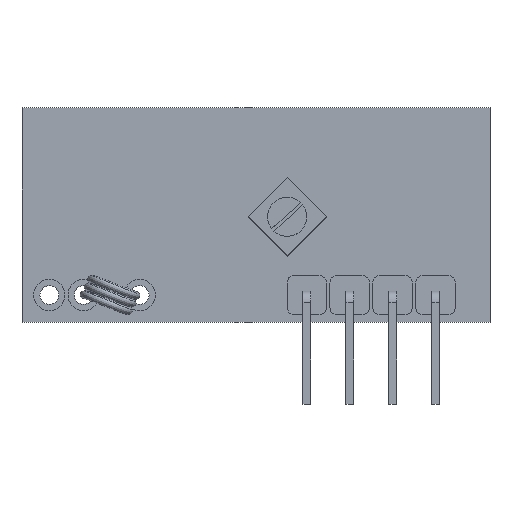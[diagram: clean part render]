
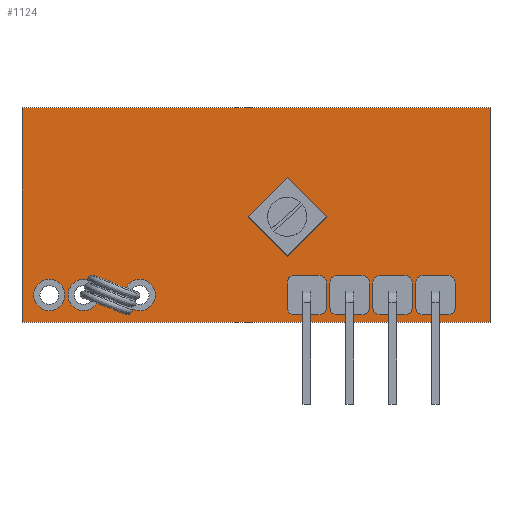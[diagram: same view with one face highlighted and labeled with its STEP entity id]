
A CAD part, top view. The second image highlights one B-rep face of the part: STEP entity #1124.
In plain terms, the highlighted planar face has unit normal (0, 0, 1).
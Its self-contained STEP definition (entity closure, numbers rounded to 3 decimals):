
#70=FACE_BOUND('',#222,.T.);
#71=FACE_BOUND('',#223,.T.);
#72=FACE_BOUND('',#224,.T.);
#73=FACE_BOUND('',#225,.T.);
#74=FACE_BOUND('',#226,.T.);
#75=FACE_BOUND('',#227,.T.);
#76=FACE_BOUND('',#228,.T.);
#98=PLANE('',#1268);
#150=FACE_OUTER_BOUND('',#221,.T.);
#221=EDGE_LOOP('',(#828,#829,#830,#831));
#222=EDGE_LOOP('',(#832));
#223=EDGE_LOOP('',(#833));
#224=EDGE_LOOP('',(#834));
#225=EDGE_LOOP('',(#835));
#226=EDGE_LOOP('',(#836));
#227=EDGE_LOOP('',(#837));
#228=EDGE_LOOP('',(#838));
#293=LINE('',#1802,#377);
#296=LINE('',#1808,#380);
#299=LINE('',#1814,#383);
#302=LINE('',#1818,#386);
#377=VECTOR('',#1469,10.);
#380=VECTOR('',#1474,10.);
#383=VECTOR('',#1479,10.);
#386=VECTOR('',#1484,10.);
#446=CIRCLE('',#1217,1.);
#449=CIRCLE('',#1222,1.);
#452=CIRCLE('',#1227,1.);
#455=CIRCLE('',#1232,1.);
#458=CIRCLE('',#1237,1.);
#461=CIRCLE('',#1242,1.);
#464=CIRCLE('',#1247,1.);
#503=VERTEX_POINT('',#1707);
#506=VERTEX_POINT('',#1716);
#509=VERTEX_POINT('',#1725);
#512=VERTEX_POINT('',#1734);
#515=VERTEX_POINT('',#1743);
#518=VERTEX_POINT('',#1752);
#521=VERTEX_POINT('',#1761);
#532=VERTEX_POINT('',#1799);
#533=VERTEX_POINT('',#1801);
#535=VERTEX_POINT('',#1807);
#537=VERTEX_POINT('',#1813);
#601=EDGE_CURVE('',#503,#503,#446,.T.);
#605=EDGE_CURVE('',#506,#506,#449,.T.);
#609=EDGE_CURVE('',#509,#509,#452,.T.);
#613=EDGE_CURVE('',#512,#512,#455,.T.);
#617=EDGE_CURVE('',#515,#515,#458,.T.);
#621=EDGE_CURVE('',#518,#518,#461,.T.);
#625=EDGE_CURVE('',#521,#521,#464,.T.);
#643=EDGE_CURVE('',#533,#532,#293,.T.);
#646=EDGE_CURVE('',#535,#533,#296,.T.);
#649=EDGE_CURVE('',#537,#535,#299,.T.);
#652=EDGE_CURVE('',#532,#537,#302,.T.);
#828=ORIENTED_EDGE('',*,*,#652,.T.);
#829=ORIENTED_EDGE('',*,*,#649,.T.);
#830=ORIENTED_EDGE('',*,*,#646,.T.);
#831=ORIENTED_EDGE('',*,*,#643,.T.);
#832=ORIENTED_EDGE('',*,*,#601,.T.);
#833=ORIENTED_EDGE('',*,*,#605,.T.);
#834=ORIENTED_EDGE('',*,*,#609,.T.);
#835=ORIENTED_EDGE('',*,*,#613,.T.);
#836=ORIENTED_EDGE('',*,*,#617,.T.);
#837=ORIENTED_EDGE('',*,*,#621,.T.);
#838=ORIENTED_EDGE('',*,*,#625,.T.);
#1124=ADVANCED_FACE('',(#150,#70,#71,#72,#73,#74,#75,#76),#98,.T.);
#1217=AXIS2_PLACEMENT_3D('',#1709,#1358,#1359);
#1222=AXIS2_PLACEMENT_3D('',#1718,#1369,#1370);
#1227=AXIS2_PLACEMENT_3D('',#1727,#1380,#1381);
#1232=AXIS2_PLACEMENT_3D('',#1736,#1391,#1392);
#1237=AXIS2_PLACEMENT_3D('',#1745,#1402,#1403);
#1242=AXIS2_PLACEMENT_3D('',#1754,#1413,#1414);
#1247=AXIS2_PLACEMENT_3D('',#1763,#1424,#1425);
#1268=AXIS2_PLACEMENT_3D('',#1819,#1485,#1486);
#1358=DIRECTION('center_axis',(0.,0.,-1.));
#1359=DIRECTION('ref_axis',(1.,0.,0.));
#1369=DIRECTION('center_axis',(0.,0.,-1.));
#1370=DIRECTION('ref_axis',(1.,0.,0.));
#1380=DIRECTION('center_axis',(0.,0.,-1.));
#1381=DIRECTION('ref_axis',(1.,0.,0.));
#1391=DIRECTION('center_axis',(0.,0.,-1.));
#1392=DIRECTION('ref_axis',(1.,0.,0.));
#1402=DIRECTION('center_axis',(0.,0.,-1.));
#1403=DIRECTION('ref_axis',(1.,0.,0.));
#1413=DIRECTION('center_axis',(0.,0.,-1.));
#1414=DIRECTION('ref_axis',(1.,0.,0.));
#1424=DIRECTION('center_axis',(0.,0.,-1.));
#1425=DIRECTION('ref_axis',(1.,0.,0.));
#1469=DIRECTION('',(0.,-1.,0.));
#1474=DIRECTION('',(-1.,0.,0.));
#1479=DIRECTION('',(0.,1.,0.));
#1484=DIRECTION('',(1.,0.,0.));
#1485=DIRECTION('center_axis',(0.,0.,1.));
#1486=DIRECTION('ref_axis',(1.,0.,0.));
#1707=CARTESIAN_POINT('',(2.25,-5.125,1.));
#1709=CARTESIAN_POINT('Origin',(3.25,-5.125,1.));
#1716=CARTESIAN_POINT('',(7.75,-5.125,1.));
#1718=CARTESIAN_POINT('Origin',(8.75,-5.125,1.));
#1725=CARTESIAN_POINT('',(5.,-5.125,1.));
#1727=CARTESIAN_POINT('Origin',(6.,-5.125,1.));
#1734=CARTESIAN_POINT('',(-8.45,-5.125,1.));
#1736=CARTESIAN_POINT('Origin',(-7.45,-5.125,1.));
#1743=CARTESIAN_POINT('',(10.5,-5.125,1.));
#1745=CARTESIAN_POINT('Origin',(11.5,-5.125,1.));
#1752=CARTESIAN_POINT('',(-14.25,-5.125,1.));
#1754=CARTESIAN_POINT('Origin',(-13.25,-5.125,1.));
#1761=CARTESIAN_POINT('',(-12.05,-5.125,1.));
#1763=CARTESIAN_POINT('Origin',(-11.05,-5.125,1.));
#1799=CARTESIAN_POINT('',(-15.,-6.875,1.));
#1801=CARTESIAN_POINT('',(-15.,6.875,1.));
#1802=CARTESIAN_POINT('',(-15.,-6.875,1.));
#1807=CARTESIAN_POINT('',(15.,6.875,1.));
#1808=CARTESIAN_POINT('',(-15.,6.875,1.));
#1813=CARTESIAN_POINT('',(15.,-6.875,1.));
#1814=CARTESIAN_POINT('',(15.,6.875,1.));
#1818=CARTESIAN_POINT('',(15.,-6.875,1.));
#1819=CARTESIAN_POINT('Origin',(0.,0.,1.));
